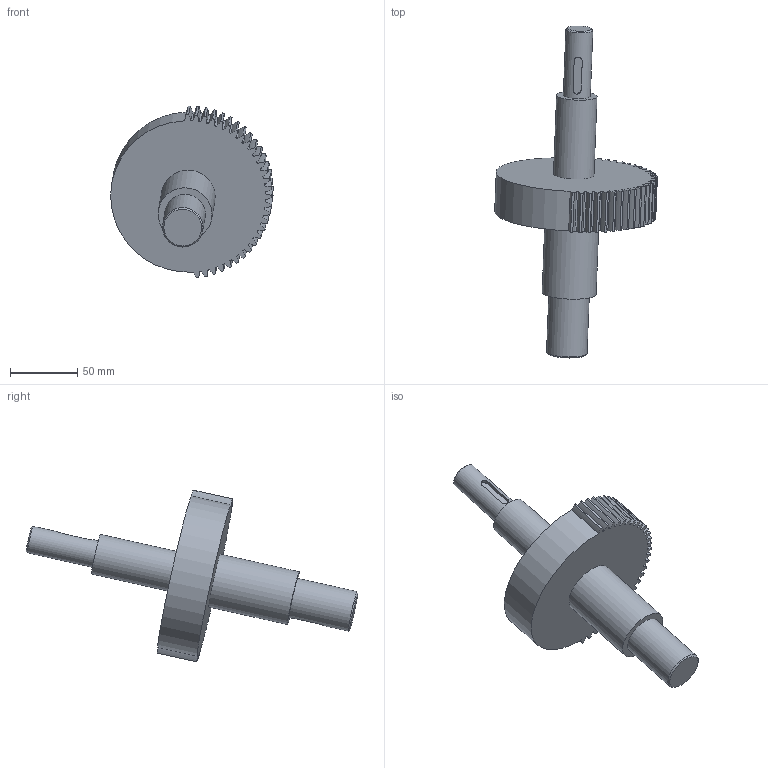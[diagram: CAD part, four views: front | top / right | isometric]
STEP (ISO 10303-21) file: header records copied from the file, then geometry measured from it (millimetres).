
FILE_DESCRIPTION( ('This file contains a STEP AP42 implementation' ,'as created by ZW3D STEP Interface translator.' ,'') ,'2;1' );
FILE_NAME( '喘謫120.iam.stp' ,'251027.114721', (''), ('ZWCAD Software Co.'), 'Version 1.0', 'ZW3D to STEP translator', '' );
FILE_SCHEMA(('AUTOMOTIVE_DESIGN { 1 0 10303 214 1 1 1 1 }'));
Length unit declared in the file: millimetre
Products named in the file (5): 0; 喘謫120.iam; 喘謫120; 喘謫120_1 FEATURE; 喘謫160饜璃.ipt
Assembly tree (3 placements, depth 3):
  0
  喘謫120.iam
    喘謫120
      喘謫120_1 FEATURE
    喘謫160饜璃.ipt
Bounding box: 120.54 x 245.99 x 127.32 mm (x, y, z)
Volume: 490039.2 mm3; surface area: 66141.8 mm2
Topology: 2 solids, 2 shells, 144 faces, 419 edges, 284 vertices
Faces by surface type: cylinder 129, plane 13, cone 2
Full cylindrical faces by diameter (mm): 20 x1, 30 x3, 40 x1
Entity records: 5272 total; most frequent: DIRECTION 987, CARTESIAN_POINT 929, ORIENTED_EDGE 838, AXIS2_PLACEMENT_3D 422, EDGE_CURVE 419, VERTEX_POINT 284, CIRCLE 268, EDGE_LOOP 151
